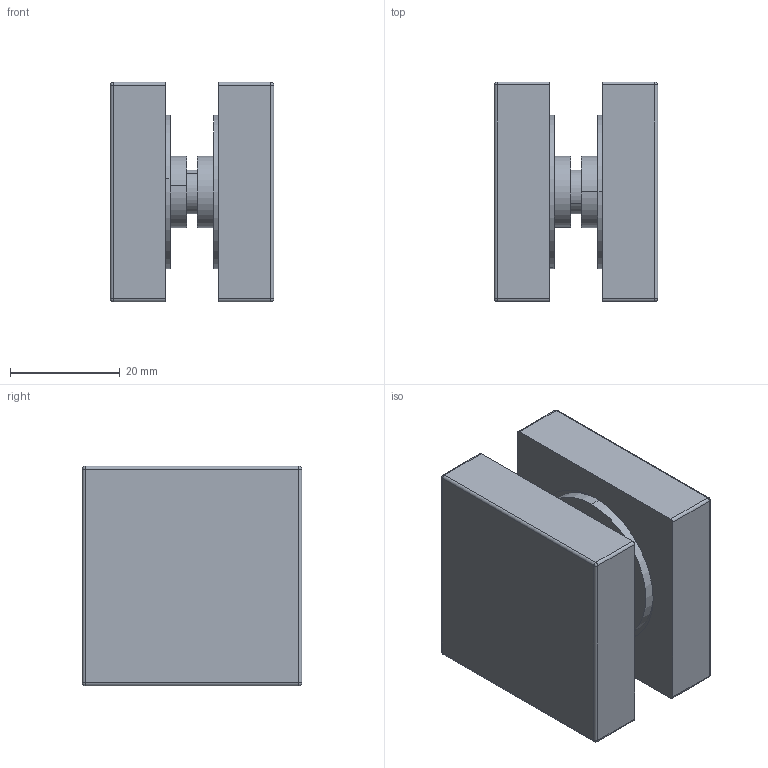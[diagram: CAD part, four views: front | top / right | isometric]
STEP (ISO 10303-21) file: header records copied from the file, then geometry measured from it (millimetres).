
FILE_DESCRIPTION (( 'STEP AP214' ), '1' );
FILE_NAME ('A_0745-SET.STEP', '2021-12-20T09:23:43', ( '' ), ( '' ), 'SwSTEP 2.0', 'SolidWorks 2019', '' );
FILE_SCHEMA (( 'AUTOMOTIVE_DESIGN' ));
Length unit declared in the file: millimetre
Products named in the file (6): Skrutka DIN 913_SKRUTKA M 8X16; A19_46; A_0745-D30.P1_A_0745-500; Skrutka DIN 914_SKRUTKA M 5X 5; A_0746-FRONT; A_0745-SET
Assembly tree (9 placements, depth 2):
  A_0745-SET
    A19_46  x2
    A_0746-FRONT  x2
    Skrutka DIN 913_SKRUTKA M 8X16
    A_0745-D30.P1_A_0745-500  x2
    Skrutka DIN 914_SKRUTKA M 5X 5  x2
Bounding box: 29.8 x 40 x 40 mm (x, y, z)
Volume: 33493.3 mm3; surface area: 19275.6 mm2
Topology: 9 solids, 9 shells, 143 faces, 314 edges, 186 vertices
Faces by surface type: plane 61, cylinder 54, cone 16, sphere 8, torus 4
Entity records: 2531 total; most frequent: CARTESIAN_POINT 417, DIRECTION 415, ORIENTED_EDGE 334, EDGE_CURVE 167, AXIS2_PLACEMENT_3D 159, VERTEX_POINT 103, LINE 97, VECTOR 97
